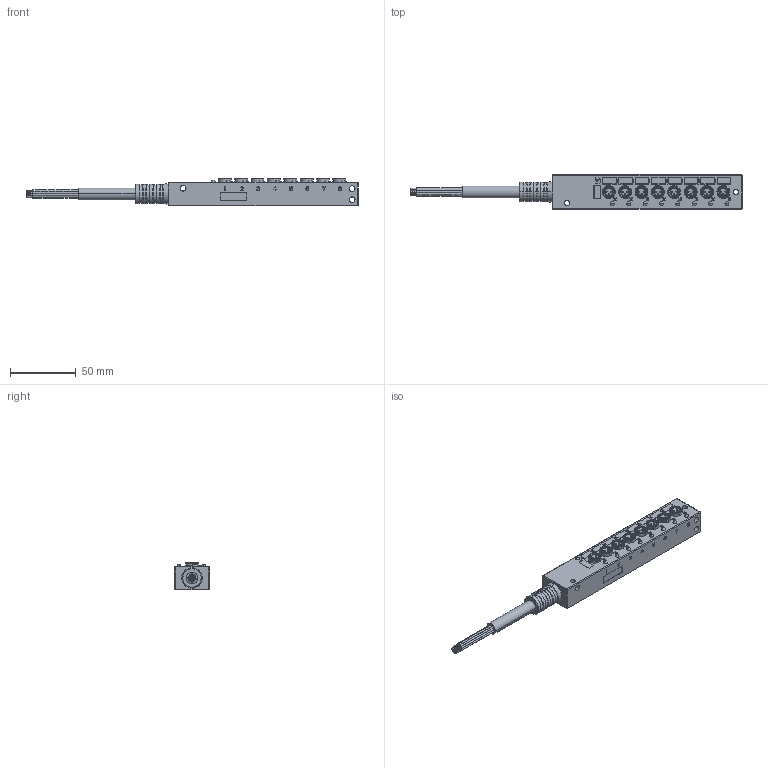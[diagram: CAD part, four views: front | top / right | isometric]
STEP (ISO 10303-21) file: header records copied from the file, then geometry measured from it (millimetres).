
FILE_DESCRIPTION( ('This file contains a STEP AP42 implementation' ,'as created by ZW3D STEP Interface translator.') ,'2;1' );
FILE_NAME( 'DM8C8-3-3XX-93XX.stp' ,'211223.1922 9', (''), ('ZWCAD Software Co.'), 'Version 1.0', 'ZW3D to STEP translator', '' );
FILE_SCHEMA(('AUTOMOTIVE_DESIGN'));
Length unit declared in the file: millimetre
Products named in the file (2): 0; DM8C8-3-3XX-93XX
Bounding box: 253.44 x 26 x 21 mm (x, y, z)
Volume: 74266.8 mm3; surface area: 27091.7 mm2
Topology: 1 solids, 1 shells, 1514 faces, 4012 edges, 2637 vertices
Faces by surface type: bspline 1514
Entity records: 54749 total; most frequent: CARTESIAN_POINT 28925, ORIENTED_EDGE 7988, EDGE_CURVE 3994, B_SPLINE_CURVE_WITH_KNOTS 3584, VERTEX_POINT 2637, EDGE_LOOP 1685, FACE_OUTER_BOUND 1514, ADVANCED_FACE 1514
